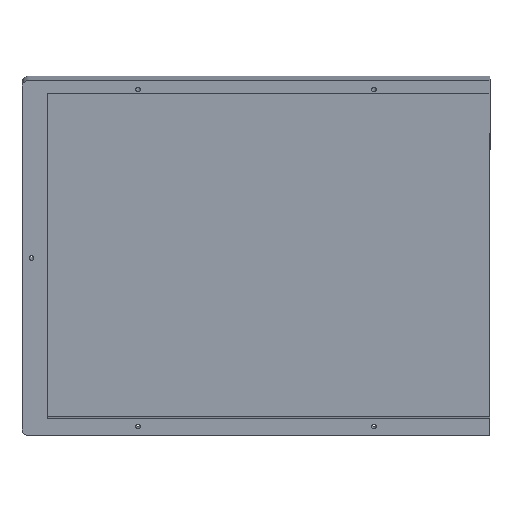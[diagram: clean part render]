
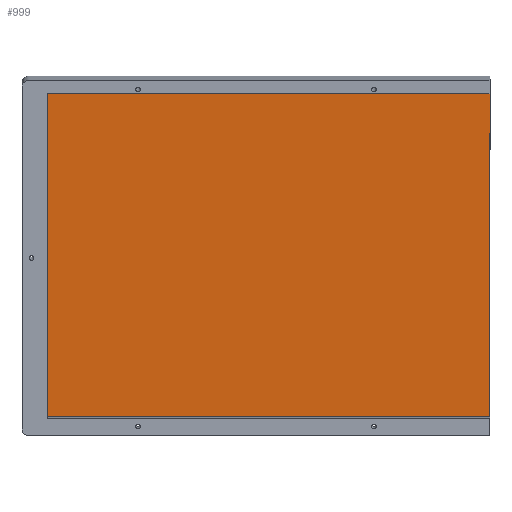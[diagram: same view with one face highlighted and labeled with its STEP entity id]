
A CAD part, top view. The second image highlights one B-rep face of the part: STEP entity #999.
In plain terms, the highlighted face is planar.
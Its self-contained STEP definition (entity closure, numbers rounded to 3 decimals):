
#102=FACE_OUTER_BOUND('',#162,.T.);
#162=EDGE_LOOP('',(#868,#869,#870,#871));
#185=LINE('',#1384,#306);
#285=LINE('',#1612,#406);
#286=LINE('',#1614,#407);
#287=LINE('',#1615,#408);
#306=VECTOR('',#1110,10.);
#406=VECTOR('',#1328,10.);
#407=VECTOR('',#1329,10.);
#408=VECTOR('',#1330,10.);
#427=VERTEX_POINT('',#1381);
#428=VERTEX_POINT('',#1383);
#497=VERTEX_POINT('',#1611);
#498=VERTEX_POINT('',#1613);
#513=EDGE_CURVE('',#428,#427,#185,.T.);
#626=EDGE_CURVE('',#497,#427,#285,.T.);
#627=EDGE_CURVE('',#498,#497,#286,.T.);
#628=EDGE_CURVE('',#428,#498,#287,.T.);
#868=ORIENTED_EDGE('',*,*,#513,.T.);
#869=ORIENTED_EDGE('',*,*,#626,.F.);
#870=ORIENTED_EDGE('',*,*,#627,.F.);
#871=ORIENTED_EDGE('',*,*,#628,.F.);
#947=PLANE('',#1081);
#999=ADVANCED_FACE('',(#102),#947,.T.);
#1081=AXIS2_PLACEMENT_3D('',#1610,#1326,#1327);
#1110=DIRECTION('',(0.,1.,0.));
#1326=DIRECTION('center_axis',(0.,0.,1.));
#1327=DIRECTION('ref_axis',(1.,0.,0.));
#1328=DIRECTION('',(1.,0.,0.));
#1329=DIRECTION('',(0.,1.,0.));
#1330=DIRECTION('',(-1.,0.,0.));
#1381=CARTESIAN_POINT('',(184.59,138.023,-19.265));
#1383=CARTESIAN_POINT('',(184.59,-2.177,-19.265));
#1384=CARTESIAN_POINT('',(184.59,67.478,-19.265));
#1610=CARTESIAN_POINT('Origin',(185.043,67.923,-19.265));
#1611=CARTESIAN_POINT('',(-6.157,138.023,-19.265));
#1612=CARTESIAN_POINT('',(280.393,138.023,-19.265));
#1613=CARTESIAN_POINT('',(-6.157,-2.177,-19.265));
#1614=CARTESIAN_POINT('',(-6.157,102.723,-19.265));
#1615=CARTESIAN_POINT('',(89.693,-2.177,-19.265));
